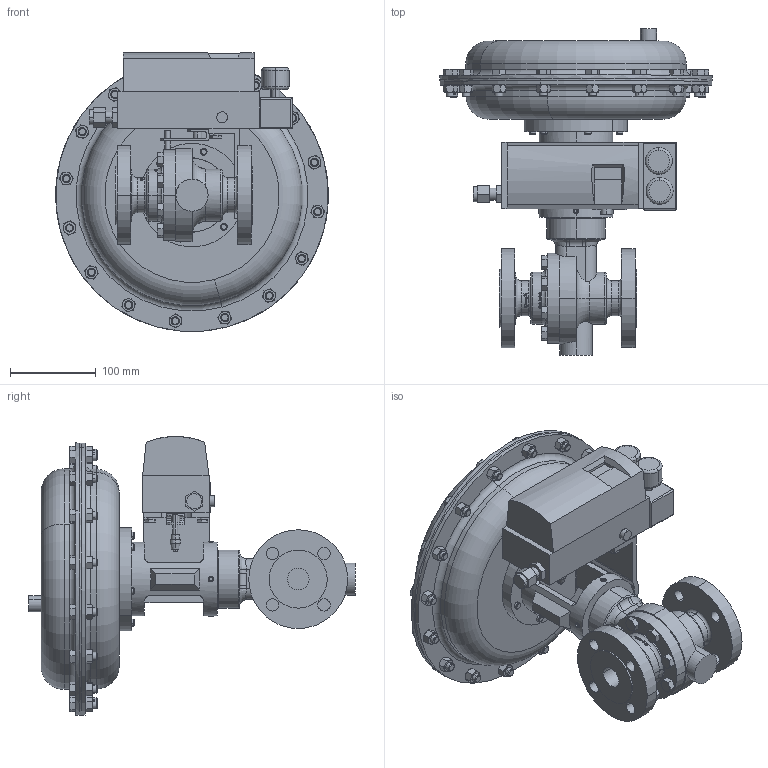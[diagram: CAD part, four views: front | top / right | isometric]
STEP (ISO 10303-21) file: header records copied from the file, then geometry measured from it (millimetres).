
FILE_DESCRIPTION (( 'STEP AP203' ), '1' );
FILE_NAME ('70SP-100-CS+S6-I8-55M-16IQ.STEP', '2017-09-11T17:28:07', ( '' ), ( '' ), 'SwSTEP 2.0', 'SolidWorks 2014', '' );
FILE_SCHEMA (( 'CONFIG_CONTROL_DESIGN' ));
Length unit declared in the file: inch
Products named in the file (1): 70SP-100-CS+S6-I8-55M-16IQ
Bounding box: 317.5 x 380.37 x 324.83 mm (x, y, z)
Volume: 7501723.1 mm3; surface area: 483273.9 mm2
Topology: 1 solids, 1 shells, 1283 faces, 2987 edges, 1826 vertices
Faces by surface type: plane 501, cone 402, cylinder 223, bspline 120, torus 35, sphere 2
Entity records: 56868 total; most frequent: CARTESIAN_POINT 29393, ORIENTED_EDGE 5966, DIRECTION 5147, EDGE_CURVE 2983, AXIS2_PLACEMENT_3D 2020, VERTEX_POINT 1826, EDGE_LOOP 1427, FACE_OUTER_BOUND 1283
